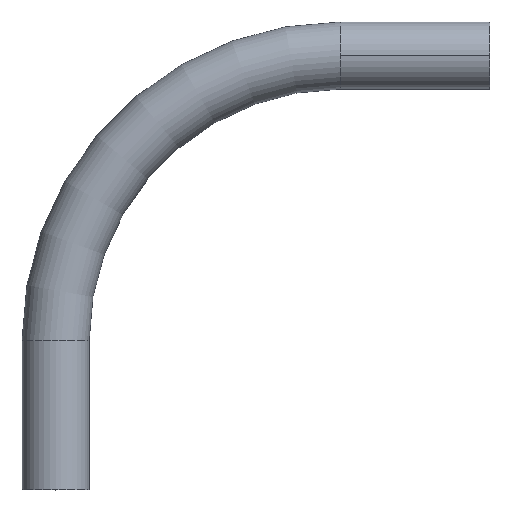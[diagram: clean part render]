
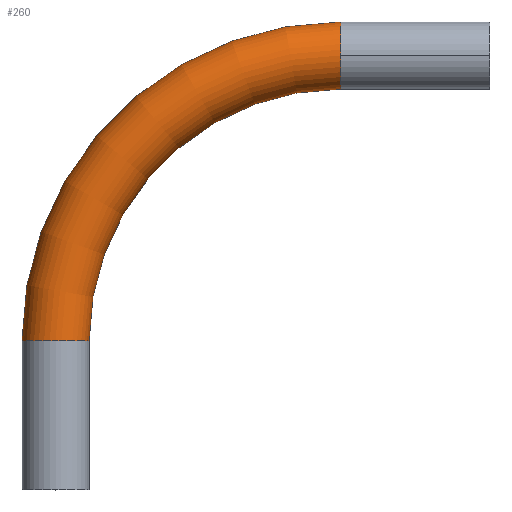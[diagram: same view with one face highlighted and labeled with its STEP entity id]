
A CAD part, top view. The second image highlights one B-rep face of the part: STEP entity #260.
In plain terms, the highlighted toroidal (fillet/blend) face has major radius 170 mm and minor radius 20 mm.
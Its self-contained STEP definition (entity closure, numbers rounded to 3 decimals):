
#17 = CARTESIAN_POINT ( 'NONE',  ( 0., 0., 0. ) ) ;
#24 = DIRECTION ( 'NONE',  ( 0., 0., -1. ) ) ;
#27 = AXIS2_PLACEMENT_3D ( 'NONE', #298, #333, #126 ) ;
#34 = DIRECTION ( 'NONE',  ( 0., 1., 0. ) ) ;
#35 = CIRCLE ( 'NONE', #416, 20. ) ;
#62 = DIRECTION ( 'NONE',  ( 1., 0., 0. ) ) ;
#63 = DIRECTION ( 'NONE',  ( 1., 0., 0. ) ) ;
#68 = DIRECTION ( 'NONE',  ( 0., 0., -1. ) ) ;
#74 = AXIS2_PLACEMENT_3D ( 'NONE', #17, #296, #332 ) ;
#95 = ORIENTED_EDGE ( 'NONE', *, *, #313, .F. ) ;
#99 = CIRCLE ( 'NONE', #162, 20. ) ;
#102 = CARTESIAN_POINT ( 'NONE',  ( 0., 170., 0. ) ) ;
#126 = DIRECTION ( 'NONE',  ( 1., 0., 0. ) ) ;
#129 = CARTESIAN_POINT ( 'NONE',  ( 0., 190., 0. ) ) ;
#130 = DIRECTION ( 'NONE',  ( 1., 0., 0. ) ) ;
#142 = DIRECTION ( 'NONE',  ( 0., 0., -1. ) ) ;
#145 = TOROIDAL_SURFACE ( 'NONE', #74, 170., 20. ) ;
#162 = AXIS2_PLACEMENT_3D ( 'NONE', #247, #34, #142 ) ;
#180 = VERTEX_POINT ( 'NONE', #430 ) ;
#197 = ORIENTED_EDGE ( 'NONE', *, *, #392, .T. ) ;
#204 = DIRECTION ( 'NONE',  ( 0., 0., 1. ) ) ;
#209 = ORIENTED_EDGE ( 'NONE', *, *, #318, .F. ) ;
#228 = CARTESIAN_POINT ( 'NONE',  ( 0., 170., 20. ) ) ;
#230 = CARTESIAN_POINT ( 'NONE',  ( 0., 150., 0. ) ) ;
#245 = FACE_OUTER_BOUND ( 'NONE', #350, .T. ) ;
#247 = CARTESIAN_POINT ( 'NONE',  ( -170., 0., 0. ) ) ;
#250 = EDGE_CURVE ( 'NONE', #389, #180, #428, .T. ) ;
#260 = ADVANCED_FACE ( 'NONE', ( #245 ), #145, .T. ) ;
#267 = VERTEX_POINT ( 'NONE', #228 ) ;
#292 = CIRCLE ( 'NONE', #376, 150. ) ;
#296 = DIRECTION ( 'NONE',  ( 0., 0., 1. ) ) ;
#298 = CARTESIAN_POINT ( 'NONE',  ( 0., 0., 0. ) ) ;
#300 = ORIENTED_EDGE ( 'NONE', *, *, #250, .T. ) ;
#307 = AXIS2_PLACEMENT_3D ( 'NONE', #370, #130, #24 ) ;
#308 = VERTEX_POINT ( 'NONE', #230 ) ;
#312 = ORIENTED_EDGE ( 'NONE', *, *, #367, .F. ) ;
#313 = EDGE_CURVE ( 'NONE', #389, #267, #35, .T. ) ;
#318 = EDGE_CURVE ( 'NONE', #267, #308, #382, .T. ) ;
#332 = DIRECTION ( 'NONE',  ( 1., 0., 0. ) ) ;
#333 = DIRECTION ( 'NONE',  ( 0., 0., 1. ) ) ;
#350 = EDGE_LOOP ( 'NONE', ( #95, #300, #197, #312, #209 ) ) ;
#367 = EDGE_CURVE ( 'NONE', #308, #380, #292, .T. ) ;
#370 = CARTESIAN_POINT ( 'NONE',  ( 0., 170., 0. ) ) ;
#376 = AXIS2_PLACEMENT_3D ( 'NONE', #409, #204, #63 ) ;
#380 = VERTEX_POINT ( 'NONE', #411 ) ;
#382 = CIRCLE ( 'NONE', #307, 20. ) ;
#389 = VERTEX_POINT ( 'NONE', #129 ) ;
#392 = EDGE_CURVE ( 'NONE', #180, #380, #99, .T. ) ;
#409 = CARTESIAN_POINT ( 'NONE',  ( 0., 0., 0. ) ) ;
#411 = CARTESIAN_POINT ( 'NONE',  ( -150., 0., 0. ) ) ;
#416 = AXIS2_PLACEMENT_3D ( 'NONE', #102, #62, #68 ) ;
#428 = CIRCLE ( 'NONE', #27, 190. ) ;
#430 = CARTESIAN_POINT ( 'NONE',  ( -190., 0., 0. ) ) ;
